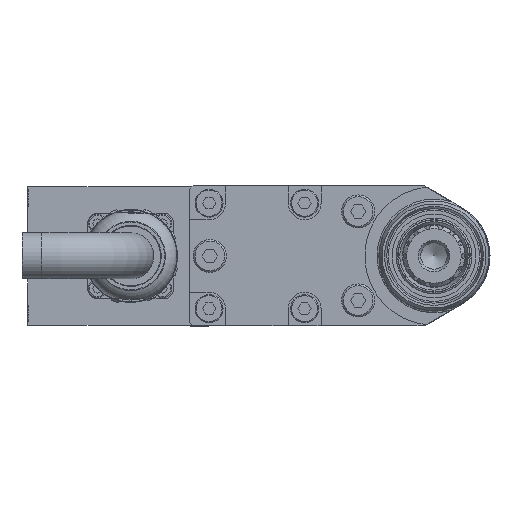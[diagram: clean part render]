
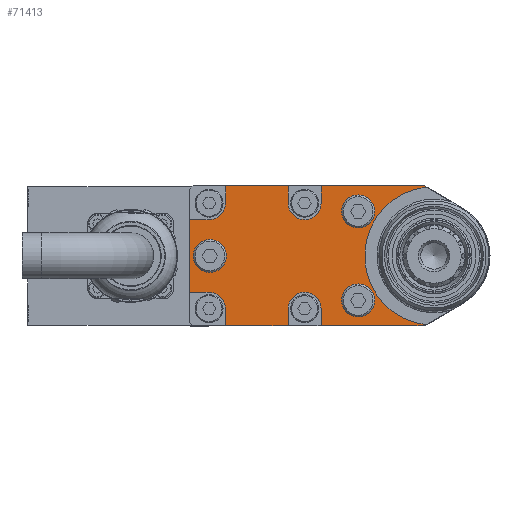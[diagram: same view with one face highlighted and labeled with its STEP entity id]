
A CAD part, left-side view. The second image highlights one B-rep face of the part: STEP entity #71413.
In plain terms, the highlighted planar face has unit normal (-1, 0, 0).
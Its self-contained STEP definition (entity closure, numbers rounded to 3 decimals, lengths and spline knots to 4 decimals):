
#820=FACE_BOUND('',#20622,.T.);
#821=FACE_BOUND('',#20623,.T.);
#822=FACE_BOUND('',#20624,.T.);
#1258=PLANE('',#75666);
#3583=LINE('',#102538,#9562);
#3846=LINE('',#103774,#9825);
#3850=LINE('',#103810,#9829);
#3851=LINE('',#103812,#9830);
#3852=LINE('',#103816,#9831);
#3853=LINE('',#103818,#9832);
#3854=LINE('',#103820,#9833);
#3855=LINE('',#103824,#9834);
#3856=LINE('',#103826,#9835);
#3857=LINE('',#103828,#9836);
#3858=LINE('',#103832,#9837);
#3859=LINE('',#103834,#9838);
#3860=LINE('',#103836,#9839);
#3861=LINE('',#103840,#9840);
#3862=LINE('',#103841,#9841);
#9562=VECTOR('',#82029,0.0763);
#9825=VECTOR('',#83028,0.0763);
#9829=VECTOR('',#83062,3.1234);
#9830=VECTOR('',#83063,0.525);
#9831=VECTOR('',#83066,0.525);
#9832=VECTOR('',#83067,1.9);
#9833=VECTOR('',#83068,0.525);
#9834=VECTOR('',#83071,0.586);
#9835=VECTOR('',#83072,2.2);
#9836=VECTOR('',#83073,0.586);
#9837=VECTOR('',#83076,0.525);
#9838=VECTOR('',#83077,1.9);
#9839=VECTOR('',#83078,0.525);
#9840=VECTOR('',#83081,0.525);
#9841=VECTOR('',#83082,3.1234);
#16616=FACE_OUTER_BOUND('',#20621,.T.);
#20621=EDGE_LOOP('',(#48577,#48578,#48579,#48580,#48581,#48582,#48583,#48584,
#48585,#48586,#48587,#48588,#48589,#48590,#48591,#48592,#48593,#48594,#48595,
#48596));
#20622=EDGE_LOOP('',(#48597));
#20623=EDGE_LOOP('',(#48598));
#20624=EDGE_LOOP('',(#48599));
#26761=CIRCLE('',#75665,2.1);
#26762=CIRCLE('',#75667,0.5);
#26763=CIRCLE('',#75668,0.5);
#26764=CIRCLE('',#75669,0.5);
#26765=CIRCLE('',#75670,0.5);
#26766=CIRCLE('',#75671,0.3);
#26767=CIRCLE('',#75672,0.3);
#26768=CIRCLE('',#75673,0.3);
#29350=VERTEX_POINT('',#102535);
#29351=VERTEX_POINT('',#102537);
#29632=VERTEX_POINT('',#103771);
#29633=VERTEX_POINT('',#103773);
#29642=VERTEX_POINT('',#103809);
#29643=VERTEX_POINT('',#103811);
#29644=VERTEX_POINT('',#103813);
#29645=VERTEX_POINT('',#103815);
#29646=VERTEX_POINT('',#103817);
#29647=VERTEX_POINT('',#103819);
#29648=VERTEX_POINT('',#103821);
#29649=VERTEX_POINT('',#103823);
#29650=VERTEX_POINT('',#103825);
#29651=VERTEX_POINT('',#103827);
#29652=VERTEX_POINT('',#103829);
#29653=VERTEX_POINT('',#103831);
#29654=VERTEX_POINT('',#103833);
#29655=VERTEX_POINT('',#103835);
#29656=VERTEX_POINT('',#103837);
#29657=VERTEX_POINT('',#103839);
#29658=VERTEX_POINT('',#103842);
#29659=VERTEX_POINT('',#103844);
#29660=VERTEX_POINT('',#103846);
#36609=EDGE_CURVE('',#29350,#29351,#3583,.T.);
#37058=EDGE_CURVE('',#29632,#29633,#3846,.T.);
#37072=EDGE_CURVE('',#29633,#29350,#26761,.T.);
#37073=EDGE_CURVE('',#29642,#29632,#3850,.T.);
#37074=EDGE_CURVE('',#29643,#29642,#3851,.T.);
#37075=EDGE_CURVE('',#29644,#29643,#26762,.T.);
#37076=EDGE_CURVE('',#29644,#29645,#3852,.T.);
#37077=EDGE_CURVE('',#29646,#29645,#3853,.T.);
#37078=EDGE_CURVE('',#29647,#29646,#3854,.T.);
#37079=EDGE_CURVE('',#29648,#29647,#26763,.T.);
#37080=EDGE_CURVE('',#29648,#29649,#3855,.T.);
#37081=EDGE_CURVE('',#29650,#29649,#3856,.T.);
#37082=EDGE_CURVE('',#29651,#29650,#3857,.T.);
#37083=EDGE_CURVE('',#29652,#29651,#26764,.T.);
#37084=EDGE_CURVE('',#29652,#29653,#3858,.T.);
#37085=EDGE_CURVE('',#29654,#29653,#3859,.T.);
#37086=EDGE_CURVE('',#29655,#29654,#3860,.T.);
#37087=EDGE_CURVE('',#29656,#29655,#26765,.T.);
#37088=EDGE_CURVE('',#29656,#29657,#3861,.T.);
#37089=EDGE_CURVE('',#29351,#29657,#3862,.T.);
#37090=EDGE_CURVE('',#29658,#29658,#26766,.T.);
#37091=EDGE_CURVE('',#29659,#29659,#26767,.T.);
#37092=EDGE_CURVE('',#29660,#29660,#26768,.T.);
#48577=ORIENTED_EDGE('',*,*,#37058,.F.);
#48578=ORIENTED_EDGE('',*,*,#37073,.F.);
#48579=ORIENTED_EDGE('',*,*,#37074,.F.);
#48580=ORIENTED_EDGE('',*,*,#37075,.F.);
#48581=ORIENTED_EDGE('',*,*,#37076,.T.);
#48582=ORIENTED_EDGE('',*,*,#37077,.F.);
#48583=ORIENTED_EDGE('',*,*,#37078,.F.);
#48584=ORIENTED_EDGE('',*,*,#37079,.F.);
#48585=ORIENTED_EDGE('',*,*,#37080,.T.);
#48586=ORIENTED_EDGE('',*,*,#37081,.F.);
#48587=ORIENTED_EDGE('',*,*,#37082,.F.);
#48588=ORIENTED_EDGE('',*,*,#37083,.F.);
#48589=ORIENTED_EDGE('',*,*,#37084,.T.);
#48590=ORIENTED_EDGE('',*,*,#37085,.F.);
#48591=ORIENTED_EDGE('',*,*,#37086,.F.);
#48592=ORIENTED_EDGE('',*,*,#37087,.F.);
#48593=ORIENTED_EDGE('',*,*,#37088,.T.);
#48594=ORIENTED_EDGE('',*,*,#37089,.F.);
#48595=ORIENTED_EDGE('',*,*,#36609,.F.);
#48596=ORIENTED_EDGE('',*,*,#37072,.F.);
#48597=ORIENTED_EDGE('',*,*,#37090,.T.);
#48598=ORIENTED_EDGE('',*,*,#37091,.T.);
#48599=ORIENTED_EDGE('',*,*,#37092,.T.);
#71413=ADVANCED_FACE('',(#16616,#820,#821,#822),#1258,.T.);
#75665=AXIS2_PLACEMENT_3D('',#103807,#83058,#83059);
#75666=AXIS2_PLACEMENT_3D('',#103808,#83060,#83061);
#75667=AXIS2_PLACEMENT_3D('',#103814,#83064,#83065);
#75668=AXIS2_PLACEMENT_3D('',#103822,#83069,#83070);
#75669=AXIS2_PLACEMENT_3D('',#103830,#83074,#83075);
#75670=AXIS2_PLACEMENT_3D('',#103838,#83079,#83080);
#75671=AXIS2_PLACEMENT_3D('',#103843,#83083,#83084);
#75672=AXIS2_PLACEMENT_3D('',#103845,#83085,#83086);
#75673=AXIS2_PLACEMENT_3D('',#103847,#83087,#83088);
#82029=DIRECTION('',(0.,0.866,-0.5));
#83028=DIRECTION('',(0.,-0.866,-0.5));
#83058=DIRECTION('center_axis',(-1.,0.,0.));
#83059=DIRECTION('ref_axis',(0.,1.,0.));
#83060=DIRECTION('center_axis',(-1.,0.,0.));
#83061=DIRECTION('ref_axis',(0.,0.,
1.));
#83062=DIRECTION('',(0.,-1.,0.));
#83063=DIRECTION('',(0.,0.,1.));
#83064=DIRECTION('center_axis',(-1.,0.,0.));
#83065=DIRECTION('ref_axis',(0.,0.,
-1.));
#83066=DIRECTION('',(0.,0.,1.));
#83067=DIRECTION('',(0.,-1.,0.));
#83068=DIRECTION('',(0.,0.,1.));
#83069=DIRECTION('center_axis',(-1.,0.,0.));
#83070=DIRECTION('ref_axis',(0.,0.,
-1.));
#83071=DIRECTION('',(0.,1.,0.));
#83072=DIRECTION('',(0.,0.,1.));
#83073=DIRECTION('',(0.,1.,0.));
#83074=DIRECTION('center_axis',(-1.,0.,0.));
#83075=DIRECTION('ref_axis',(0.,-1.,0.));
#83076=DIRECTION('',(0.,0.,-1.));
#83077=DIRECTION('',(0.,1.,0.));
#83078=DIRECTION('',(0.,0.,-1.));
#83079=DIRECTION('center_axis',(-1.,0.,0.));
#83080=DIRECTION('ref_axis',(0.,0.,
1.));
#83081=DIRECTION('',(0.,0.,-1.));
#83082=DIRECTION('',(0.,1.,0.));
#83083=DIRECTION('center_axis',(1.,0.,0.));
#83084=DIRECTION('ref_axis',(0.,-1.,0.));
#83085=DIRECTION('center_axis',(1.,0.,0.));
#83086=DIRECTION('ref_axis',(0.,-1.,0.));
#83087=DIRECTION('center_axis',(1.,0.,0.));
#83088=DIRECTION('ref_axis',(0.,-1.,0.));
#102535=CARTESIAN_POINT('',(3.595,-4.9894,-2.0869));
#102537=CARTESIAN_POINT('',(3.595,-4.9233,-2.125));
#102538=CARTESIAN_POINT('',(3.595,-4.9894,-2.0869));
#103771=CARTESIAN_POINT('',(3.595,-4.9233,2.125));
#103773=CARTESIAN_POINT('',(3.595,-4.9894,2.0869));
#103774=CARTESIAN_POINT('',(3.595,-4.9233,2.125));
#103807=CARTESIAN_POINT('Origin',(3.595,-5.2239,0.));
#103808=CARTESIAN_POINT('Origin',(3.595,-5.2239,0.));
#103809=CARTESIAN_POINT('',(3.595,-1.7999,2.125));
#103810=CARTESIAN_POINT('',(3.595,-1.7999,2.125));
#103811=CARTESIAN_POINT('',(3.595,-1.7999,1.6));
#103812=CARTESIAN_POINT('',(3.595,-1.7999,1.6));
#103813=CARTESIAN_POINT('',(3.595,-0.7999,1.6));
#103814=CARTESIAN_POINT('Origin',(3.595,-1.2999,1.6));
#103815=CARTESIAN_POINT('',(3.595,-0.7999,2.125));
#103816=CARTESIAN_POINT('',(3.595,-0.7999,1.6));
#103817=CARTESIAN_POINT('',(3.595,1.1001,2.125));
#103818=CARTESIAN_POINT('',(3.595,1.1001,2.125));
#103819=CARTESIAN_POINT('',(3.595,1.1001,1.6));
#103820=CARTESIAN_POINT('',(3.595,1.1001,1.6));
#103821=CARTESIAN_POINT('',(3.595,1.6001,1.1));
#103822=CARTESIAN_POINT('Origin',(3.595,1.6001,1.6));
#103823=CARTESIAN_POINT('',(3.595,2.1861,1.1));
#103824=CARTESIAN_POINT('',(3.595,1.6001,1.1));
#103825=CARTESIAN_POINT('',(3.595,2.1861,-1.1));
#103826=CARTESIAN_POINT('',(3.595,2.1861,-1.1));
#103827=CARTESIAN_POINT('',(3.595,1.6001,-1.1));
#103828=CARTESIAN_POINT('',(3.595,1.6001,-1.1));
#103829=CARTESIAN_POINT('',(3.595,1.1001,-1.6));
#103830=CARTESIAN_POINT('Origin',(3.595,1.6001,-1.6));
#103831=CARTESIAN_POINT('',(3.595,1.1001,-2.125));
#103832=CARTESIAN_POINT('',(3.595,1.1001,-1.6));
#103833=CARTESIAN_POINT('',(3.595,-0.7999,-2.125));
#103834=CARTESIAN_POINT('',(3.595,-0.7999,-2.125));
#103835=CARTESIAN_POINT('',(3.595,-0.7999,-1.6));
#103836=CARTESIAN_POINT('',(3.595,-0.7999,-1.6));
#103837=CARTESIAN_POINT('',(3.595,-1.7999,-1.6));
#103838=CARTESIAN_POINT('Origin',(3.595,-1.2999,-1.6));
#103839=CARTESIAN_POINT('',(3.595,-1.7999,-2.125));
#103840=CARTESIAN_POINT('',(3.595,-1.7999,-1.6));
#103841=CARTESIAN_POINT('',(3.595,-4.9233,-2.125));
#103842=CARTESIAN_POINT('',(3.595,-2.6239,-1.35));
#103843=CARTESIAN_POINT('Origin',(3.595,-2.9239,-1.35));
#103844=CARTESIAN_POINT('',(3.595,-2.6239,1.35));
#103845=CARTESIAN_POINT('Origin',(3.595,-2.9239,1.35));
#103846=CARTESIAN_POINT('',(3.595,1.8761,0.));
#103847=CARTESIAN_POINT('Origin',(3.595,1.5761,0.));
